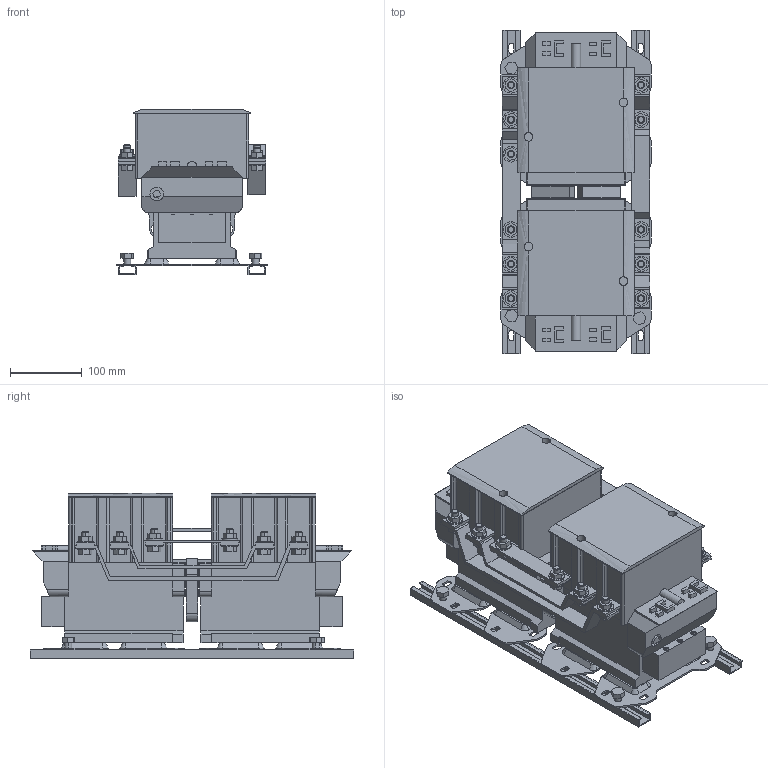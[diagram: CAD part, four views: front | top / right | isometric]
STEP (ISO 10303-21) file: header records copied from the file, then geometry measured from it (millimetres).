
FILE_DESCRIPTION (( 'STEP AP203' ), '1' );
FILE_NAME ('ﾊﾒﾝ rew-400ﾀ,(500ﾀ).STEP', '2018-03-21T09:30:13', ( '' ), ( '' ), 'SwSTEP 2.0', 'SolidWorks 2017', '' );
FILE_SCHEMA (( 'CONFIG_CONTROL_DESIGN' ));
Length unit declared in the file: millimetre
Products named in the file (1): ﾊﾒﾝ rew-400ﾀ,(500ﾀ)
Bounding box: 209 x 450 x 230 mm (x, y, z)
Volume: 9631867.7 mm3; surface area: 765209 mm2
Topology: 3 solids, 15 shells, 1377 faces, 3749 edges, 2426 vertices
Faces by surface type: plane 1003, cylinder 302, cone 60, sphere 4, torus 4, bspline 4
Entity records: 43440 total; most frequent: CARTESIAN_POINT 7787, ORIENTED_EDGE 7490, DIRECTION 7239, EDGE_CURVE 3745, VECTOR 2947, LINE 2947, VERTEX_POINT 2426, AXIS2_PLACEMENT_3D 2146
